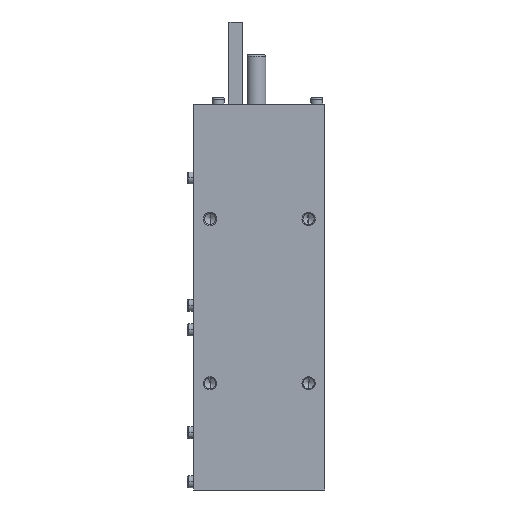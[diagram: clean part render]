
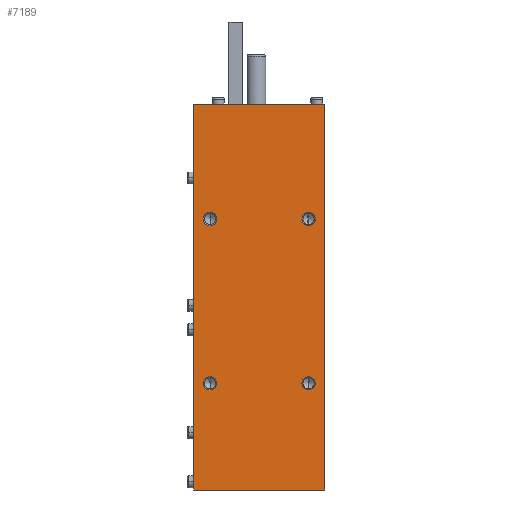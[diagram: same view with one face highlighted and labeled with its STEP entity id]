
A CAD part, front view. The second image highlights one B-rep face of the part: STEP entity #7189.
In plain terms, the highlighted planar face has unit normal (0, -1, 0).
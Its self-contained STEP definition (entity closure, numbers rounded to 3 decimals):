
#90 = ORIENTED_EDGE ( 'NONE', *, *, #3741, .F. ) ;
#356 = VERTEX_POINT ( 'NONE', #4359 ) ;
#424 = CIRCLE ( 'NONE', #8584, 4.025 ) ;
#496 = CARTESIAN_POINT ( 'NONE',  ( 70., -265., 65. ) ) ;
#663 = CARTESIAN_POINT ( 'NONE',  ( 70., -265., 165. ) ) ;
#705 = DIRECTION ( 'NONE',  ( 0., 0., -1. ) ) ;
#976 = CARTESIAN_POINT ( 'NONE',  ( 10., -265., 69.025 ) ) ;
#1015 = VERTEX_POINT ( 'NONE', #5155 ) ;
#1319 = VERTEX_POINT ( 'NONE', #3615 ) ;
#1351 = DIRECTION ( 'NONE',  ( 0., -1., 0. ) ) ;
#1553 = CIRCLE ( 'NONE', #8878, 4.025 ) ;
#1604 = VECTOR ( 'NONE', #1747, 1000. ) ;
#1641 = ORIENTED_EDGE ( 'NONE', *, *, #7090, .F. ) ;
#1681 = DIRECTION ( 'NONE',  ( 0., -1., 0. ) ) ;
#1746 = VECTOR ( 'NONE', #11846, 1000. ) ;
#1747 = DIRECTION ( 'NONE',  ( 1., 0., 0. ) ) ;
#1849 = CIRCLE ( 'NONE', #2102, 4.025 ) ;
#2039 = CARTESIAN_POINT ( 'NONE',  ( 70., -265., 169.025 ) ) ;
#2082 = DIRECTION ( 'NONE',  ( 0., 0., -1. ) ) ;
#2102 = AXIS2_PLACEMENT_3D ( 'NONE', #11327, #5123, #6155 ) ;
#2212 = CARTESIAN_POINT ( 'NONE',  ( 80., -265., 235. ) ) ;
#2661 = ORIENTED_EDGE ( 'NONE', *, *, #4877, .F. ) ;
#2729 = VERTEX_POINT ( 'NONE', #11112 ) ;
#2759 = CARTESIAN_POINT ( 'NONE',  ( 10., -265., 160.975 ) ) ;
#2998 = AXIS2_PLACEMENT_3D ( 'NONE', #3083, #3162, #13457 ) ;
#3083 = CARTESIAN_POINT ( 'NONE',  ( 0., -265., 235. ) ) ;
#3121 = EDGE_LOOP ( 'NONE', ( #9737, #6938 ) ) ;
#3157 = LINE ( 'NONE', #2212, #12921 ) ;
#3162 = DIRECTION ( 'NONE',  ( 0., 1., 0. ) ) ;
#3304 = VERTEX_POINT ( 'NONE', #8089 ) ;
#3439 = VERTEX_POINT ( 'NONE', #10409 ) ;
#3543 = AXIS2_PLACEMENT_3D ( 'NONE', #8941, #10981, #705 ) ;
#3615 = CARTESIAN_POINT ( 'NONE',  ( 10., -265., 169.025 ) ) ;
#3735 = CARTESIAN_POINT ( 'NONE',  ( 10., -265., 165. ) ) ;
#3741 = EDGE_CURVE ( 'NONE', #10046, #3304, #7789, .T. ) ;
#3840 = EDGE_CURVE ( 'NONE', #356, #4470, #6014, .T. ) ;
#4060 = PLANE ( 'NONE',  #2998 ) ;
#4106 = AXIS2_PLACEMENT_3D ( 'NONE', #9629, #12804, #7664 ) ;
#4356 = ORIENTED_EDGE ( 'NONE', *, *, #13397, .T. ) ;
#4359 = CARTESIAN_POINT ( 'NONE',  ( 10., -265., 60.975 ) ) ;
#4395 = ORIENTED_EDGE ( 'NONE', *, *, #7753, .F. ) ;
#4470 = VERTEX_POINT ( 'NONE', #976 ) ;
#4516 = EDGE_LOOP ( 'NONE', ( #6888, #1641 ) ) ;
#4525 = EDGE_CURVE ( 'NONE', #2729, #8411, #1849, .T. ) ;
#4823 = FACE_BOUND ( 'NONE', #4516, .T. ) ;
#4861 = DIRECTION ( 'NONE',  ( 0., 0., -1. ) ) ;
#4877 = EDGE_CURVE ( 'NONE', #8411, #2729, #5390, .T. ) ;
#5123 = DIRECTION ( 'NONE',  ( 0., -1., 0. ) ) ;
#5155 = CARTESIAN_POINT ( 'NONE',  ( 80., -265., 235. ) ) ;
#5390 = CIRCLE ( 'NONE', #9146, 4.025 ) ;
#5597 = EDGE_LOOP ( 'NONE', ( #10710, #90 ) ) ;
#5789 = FACE_BOUND ( 'NONE', #3121, .T. ) ;
#5916 = AXIS2_PLACEMENT_3D ( 'NONE', #10578, #1351, #8139 ) ;
#6014 = CIRCLE ( 'NONE', #3543, 4.025 ) ;
#6155 = DIRECTION ( 'NONE',  ( 0., 0., -1. ) ) ;
#6888 = ORIENTED_EDGE ( 'NONE', *, *, #3840, .F. ) ;
#6895 = DIRECTION ( 'NONE',  ( 0., -1., 0. ) ) ;
#6911 = EDGE_CURVE ( 'NONE', #1319, #9942, #424, .T. ) ;
#6938 = ORIENTED_EDGE ( 'NONE', *, *, #6911, .F. ) ;
#7071 = DIRECTION ( 'NONE',  ( 0., 0., -1. ) ) ;
#7090 = EDGE_CURVE ( 'NONE', #4470, #356, #9367, .T. ) ;
#7189 = ADVANCED_FACE ( 'NONE', ( #4823, #11971, #8065, #5789, #11159 ), #4060, .F. ) ;
#7620 = CARTESIAN_POINT ( 'NONE',  ( 0., -265., 235. ) ) ;
#7664 = DIRECTION ( 'NONE',  ( 0., 0., -1. ) ) ;
#7753 = EDGE_CURVE ( 'NONE', #1015, #12812, #3157, .T. ) ;
#7789 = CIRCLE ( 'NONE', #5916, 4.025 ) ;
#8065 = FACE_BOUND ( 'NONE', #5597, .T. ) ;
#8089 = CARTESIAN_POINT ( 'NONE',  ( 70., -265., 160.975 ) ) ;
#8139 = DIRECTION ( 'NONE',  ( 0., 0., -1. ) ) ;
#8193 = ORIENTED_EDGE ( 'NONE', *, *, #10273, .F. ) ;
#8310 = DIRECTION ( 'NONE',  ( 1., 0., 0. ) ) ;
#8411 = VERTEX_POINT ( 'NONE', #9701 ) ;
#8584 = AXIS2_PLACEMENT_3D ( 'NONE', #3735, #6895, #8817 ) ;
#8696 = EDGE_CURVE ( 'NONE', #3439, #12812, #11357, .T. ) ;
#8817 = DIRECTION ( 'NONE',  ( 0., 0., -1. ) ) ;
#8819 = ORIENTED_EDGE ( 'NONE', *, *, #4525, .F. ) ;
#8878 = AXIS2_PLACEMENT_3D ( 'NONE', #663, #1681, #4861 ) ;
#8941 = CARTESIAN_POINT ( 'NONE',  ( 10., -265., 65. ) ) ;
#9030 = LINE ( 'NONE', #9520, #10812 ) ;
#9044 = CARTESIAN_POINT ( 'NONE',  ( 10., -265., 65. ) ) ;
#9052 = CARTESIAN_POINT ( 'NONE',  ( 0., -265., 0. ) ) ;
#9146 = AXIS2_PLACEMENT_3D ( 'NONE', #496, #11870, #12869 ) ;
#9367 = CIRCLE ( 'NONE', #11375, 4.025 ) ;
#9377 = LINE ( 'NONE', #7620, #1746 ) ;
#9446 = VERTEX_POINT ( 'NONE', #11948 ) ;
#9520 = CARTESIAN_POINT ( 'NONE',  ( 0., -265., 235. ) ) ;
#9629 = CARTESIAN_POINT ( 'NONE',  ( 10., -265., 165. ) ) ;
#9701 = CARTESIAN_POINT ( 'NONE',  ( 70., -265., 60.975 ) ) ;
#9712 = CIRCLE ( 'NONE', #4106, 4.025 ) ;
#9737 = ORIENTED_EDGE ( 'NONE', *, *, #13365, .F. ) ;
#9942 = VERTEX_POINT ( 'NONE', #2759 ) ;
#10017 = EDGE_CURVE ( 'NONE', #3304, #10046, #1553, .T. ) ;
#10046 = VERTEX_POINT ( 'NONE', #2039 ) ;
#10197 = DIRECTION ( 'NONE',  ( 0., -1., 0. ) ) ;
#10273 = EDGE_CURVE ( 'NONE', #9446, #1015, #9030, .T. ) ;
#10409 = CARTESIAN_POINT ( 'NONE',  ( 0., -265., 0. ) ) ;
#10578 = CARTESIAN_POINT ( 'NONE',  ( 70., -265., 165. ) ) ;
#10710 = ORIENTED_EDGE ( 'NONE', *, *, #10017, .F. ) ;
#10812 = VECTOR ( 'NONE', #8310, 1000. ) ;
#10981 = DIRECTION ( 'NONE',  ( 0., -1., 0. ) ) ;
#11112 = CARTESIAN_POINT ( 'NONE',  ( 70., -265., 69.025 ) ) ;
#11159 = FACE_OUTER_BOUND ( 'NONE', #13416, .T. ) ;
#11327 = CARTESIAN_POINT ( 'NONE',  ( 70., -265., 65. ) ) ;
#11357 = LINE ( 'NONE', #9052, #1604 ) ;
#11375 = AXIS2_PLACEMENT_3D ( 'NONE', #9044, #10197, #7071 ) ;
#11846 = DIRECTION ( 'NONE',  ( 0., 0., -1. ) ) ;
#11870 = DIRECTION ( 'NONE',  ( 0., -1., 0. ) ) ;
#11948 = CARTESIAN_POINT ( 'NONE',  ( 0., -265., 235. ) ) ;
#11971 = FACE_BOUND ( 'NONE', #12957, .T. ) ;
#12136 = ORIENTED_EDGE ( 'NONE', *, *, #8696, .T. ) ;
#12531 = CARTESIAN_POINT ( 'NONE',  ( 80., -265., 0. ) ) ;
#12804 = DIRECTION ( 'NONE',  ( 0., -1., 0. ) ) ;
#12812 = VERTEX_POINT ( 'NONE', #12531 ) ;
#12869 = DIRECTION ( 'NONE',  ( 0., 0., -1. ) ) ;
#12921 = VECTOR ( 'NONE', #2082, 1000. ) ;
#12957 = EDGE_LOOP ( 'NONE', ( #2661, #8819 ) ) ;
#13365 = EDGE_CURVE ( 'NONE', #9942, #1319, #9712, .T. ) ;
#13397 = EDGE_CURVE ( 'NONE', #9446, #3439, #9377, .T. ) ;
#13416 = EDGE_LOOP ( 'NONE', ( #12136, #4395, #8193, #4356 ) ) ;
#13457 = DIRECTION ( 'NONE',  ( 0., 0., 1. ) ) ;
